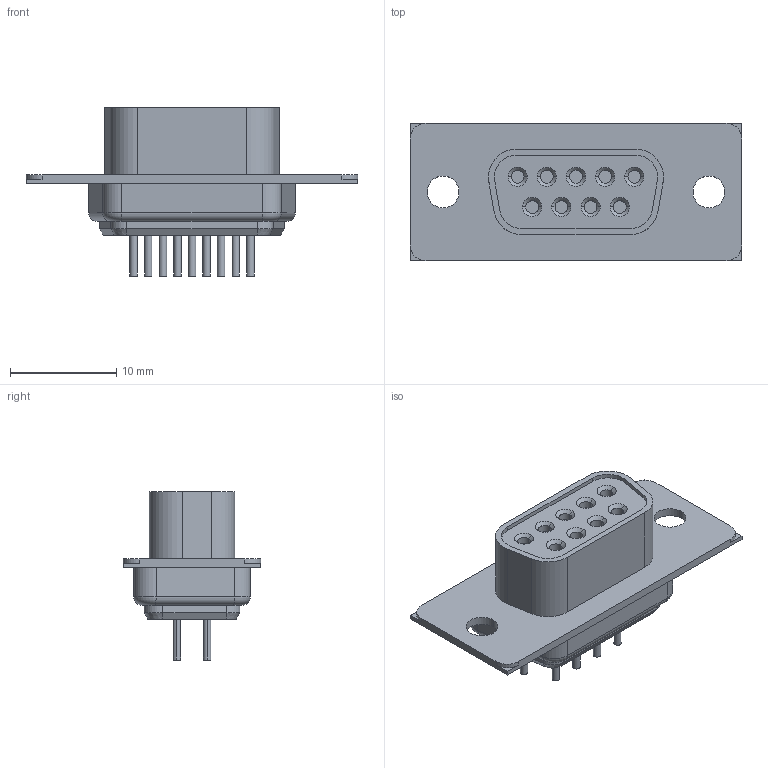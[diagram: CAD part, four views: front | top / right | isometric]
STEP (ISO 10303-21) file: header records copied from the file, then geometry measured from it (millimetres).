
FILE_DESCRIPTION((''),'2;1');
FILE_NAME('C-8-1393483-7','2013-02-28T',('workeradm'),('Tyco Electronics Ltd.'),'PRO/ENGINEER BY PARAMETRIC TECHNOLOGY CORPORATION, 2010430','PRO/ENGINEER BY PARAMETRIC TECHNOLOGY CORPORATION, 2010430','');
FILE_SCHEMA(('AUTOMOTIVE_DESIGN { 1 0 10303 214 1 1 1 1 }'));
Length unit declared in the file: millimetre
Products named in the file (1): C-8-1393483-7
Bounding box: 31.19 x 12.93 x 15.8 mm (x, y, z)
Volume: 1917.1 mm3; surface area: 1485.9 mm2
Topology: 1 solids, 1 shells, 142 faces, 320 edges, 202 vertices
Faces by surface type: cylinder 64, plane 52, cone 22, torus 4
Entity records: 5276 total; most frequent: DIRECTION 758, CARTESIAN_POINT 666, ORIENTED_EDGE 640, PRESENTATION_STYLE_ASSIGNMENT 321, STYLED_ITEM 321, CURVE_STYLE 320, EDGE_CURVE 320, AXIS2_PLACEMENT_3D 296
